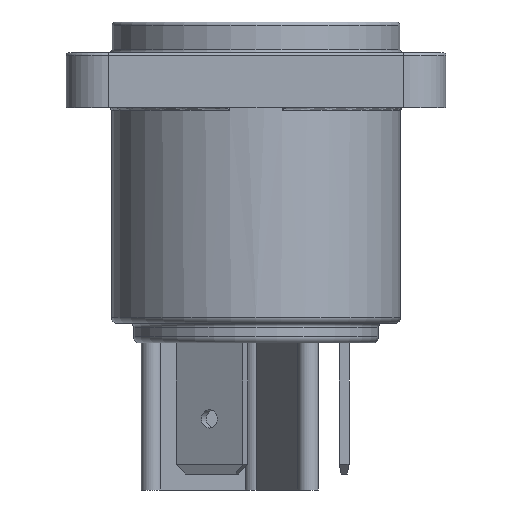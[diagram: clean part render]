
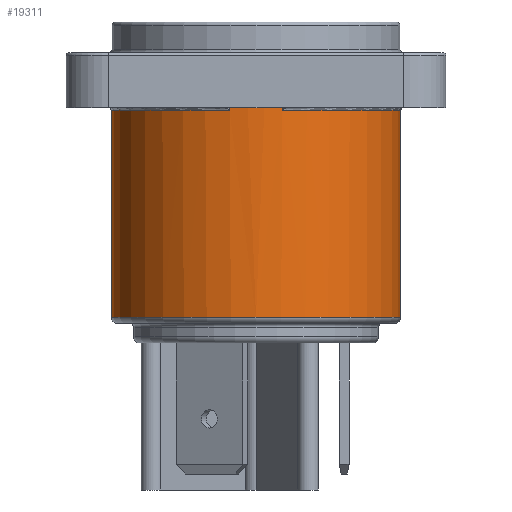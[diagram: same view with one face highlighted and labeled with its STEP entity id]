
A CAD part, left-side view. The second image highlights one B-rep face of the part: STEP entity #19311.
In plain terms, the highlighted cylindrical face has radius 11.8 mm (diameter 23.6 mm), a full revolution.
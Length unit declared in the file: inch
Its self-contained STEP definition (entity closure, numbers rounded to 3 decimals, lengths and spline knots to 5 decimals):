
#1014=CYLINDRICAL_SURFACE('',#20775,0.46457);
#1586=CIRCLE('',#20720,0.46457);
#1587=CIRCLE('',#20721,0.46457);
#1590=CIRCLE('',#20724,0.46457);
#1614=CIRCLE('',#20773,0.46457);
#1616=CIRCLE('',#20776,0.46457);
#1617=CIRCLE('',#20777,0.46457);
#2544=FACE_OUTER_BOUND('',#3680,.T.);
#3680=EDGE_LOOP('',(#16449,#16450,#16451,#16452,#16453,#16454,#16455,#16456,
#16457,#16458,#16459,#16460));
#5197=LINE('',#34923,#6916);
#5200=LINE('',#34934,#6919);
#5217=LINE('',#35023,#6936);
#5218=LINE('',#35026,#6937);
#5219=LINE('',#35029,#6938);
#6916=VECTOR('',#24644,0.3937);
#6919=VECTOR('',#24659,0.3937);
#6936=VECTOR('',#24740,0.46457);
#6937=VECTOR('',#24743,0.3937);
#6938=VECTOR('',#24746,0.3937);
#8810=VERTEX_POINT('',#34852);
#8811=VERTEX_POINT('',#34854);
#8812=VERTEX_POINT('',#34856);
#8817=VERTEX_POINT('',#34867);
#8818=VERTEX_POINT('',#34869);
#8830=VERTEX_POINT('',#34910);
#8832=VERTEX_POINT('',#34933);
#8860=VERTEX_POINT('',#35019);
#8861=VERTEX_POINT('',#35025);
#8862=VERTEX_POINT('',#35027);
#11387=EDGE_CURVE('',#8810,#8811,#1586,.T.);
#11388=EDGE_CURVE('',#8811,#8812,#1587,.T.);
#11395=EDGE_CURVE('',#8817,#8818,#1590,.T.);
#11416=EDGE_CURVE('',#8810,#8830,#5197,.T.);
#11420=EDGE_CURVE('',#8832,#8818,#5200,.T.);
#11456=EDGE_CURVE('',#8860,#8860,#1614,.T.);
#11458=EDGE_CURVE('',#8860,#8811,#5217,.T.);
#11459=EDGE_CURVE('',#8832,#8830,#1616,.T.);
#11460=EDGE_CURVE('',#8817,#8861,#5218,.T.);
#11461=EDGE_CURVE('',#8862,#8861,#1617,.T.);
#11462=EDGE_CURVE('',#8862,#8812,#5219,.T.);
#16449=ORIENTED_EDGE('',*,*,#11456,.F.);
#16450=ORIENTED_EDGE('',*,*,#11458,.T.);
#16451=ORIENTED_EDGE('',*,*,#11387,.F.);
#16452=ORIENTED_EDGE('',*,*,#11416,.T.);
#16453=ORIENTED_EDGE('',*,*,#11459,.F.);
#16454=ORIENTED_EDGE('',*,*,#11420,.T.);
#16455=ORIENTED_EDGE('',*,*,#11395,.F.);
#16456=ORIENTED_EDGE('',*,*,#11460,.T.);
#16457=ORIENTED_EDGE('',*,*,#11461,.F.);
#16458=ORIENTED_EDGE('',*,*,#11462,.T.);
#16459=ORIENTED_EDGE('',*,*,#11388,.F.);
#16460=ORIENTED_EDGE('',*,*,#11458,.F.);
#19311=ADVANCED_FACE('',(#2544),#1014,.T.);
#20720=AXIS2_PLACEMENT_3D('',#34855,#24589,#24590);
#20721=AXIS2_PLACEMENT_3D('',#34857,#24591,#24592);
#20724=AXIS2_PLACEMENT_3D('',#34870,#24601,#24602);
#20773=AXIS2_PLACEMENT_3D('',#35020,#24734,#24735);
#20775=AXIS2_PLACEMENT_3D('',#35022,#24738,#24739);
#20776=AXIS2_PLACEMENT_3D('',#35024,#24741,#24742);
#20777=AXIS2_PLACEMENT_3D('',#35028,#24744,#24745);
#24589=DIRECTION('center_axis',(0.,0.,
1.));
#24590=DIRECTION('ref_axis',(-1.,0.,0.));
#24591=DIRECTION('center_axis',(0.,0.,
1.));
#24592=DIRECTION('ref_axis',(-1.,0.,0.));
#24601=DIRECTION('center_axis',(0.,0.,
1.));
#24602=DIRECTION('ref_axis',(-1.,0.,0.));
#24644=DIRECTION('',(0.,0.,-1.));
#24659=DIRECTION('',(0.,0.,1.));
#24734=DIRECTION('center_axis',(0.,0.,
-1.));
#24735=DIRECTION('ref_axis',(-1.,0.,0.));
#24738=DIRECTION('center_axis',(0.,0.,
-1.));
#24739=DIRECTION('ref_axis',(-1.,0.,0.));
#24740=DIRECTION('',(0.,0.,1.));
#24741=DIRECTION('center_axis',(0.,0.,
1.));
#24742=DIRECTION('ref_axis',(0.,-1.,0.));
#24743=DIRECTION('',(0.,0.,-1.));
#24744=DIRECTION('center_axis',(0.,0.,
1.));
#24745=DIRECTION('ref_axis',(0.,1.,0.));
#24746=DIRECTION('',(0.,0.,1.));
#34852=CARTESIAN_POINT('',(-0.14173,-0.08517,-0.07087));
#34854=CARTESIAN_POINT('',(-0.13386,0.,-0.07087));
#34855=CARTESIAN_POINT('Origin',(-0.59843,0.,
-0.07087));
#34856=CARTESIAN_POINT('',(-0.14173,0.08517,-0.07087));
#34857=CARTESIAN_POINT('Origin',(-0.59843,0.,
-0.07087));
#34867=CARTESIAN_POINT('',(-1.05512,0.08517,-0.07087));
#34869=CARTESIAN_POINT('',(-1.05512,-0.08517,-0.07087));
#34870=CARTESIAN_POINT('Origin',(-0.59843,0.,
-0.07087));
#34910=CARTESIAN_POINT('',(-0.14173,-0.08517,-0.12598));
#34923=CARTESIAN_POINT('',(-0.14173,-0.08517,-0.07087));
#34933=CARTESIAN_POINT('',(-1.05512,-0.08517,-0.12598));
#34934=CARTESIAN_POINT('',(-1.05512,-0.08517,-0.07087));
#35019=CARTESIAN_POINT('',(-0.13386,0.,-0.79134));
#35020=CARTESIAN_POINT('Origin',(-0.59843,0.,
-0.79134));
#35022=CARTESIAN_POINT('Origin',(-0.59843,0.,
-0.07087));
#35023=CARTESIAN_POINT('',(-0.13386,0.,-0.07087));
#35024=CARTESIAN_POINT('Origin',(-0.59843,0.,
-0.12598));
#35025=CARTESIAN_POINT('',(-1.05512,0.08517,-0.12598));
#35026=CARTESIAN_POINT('',(-1.05512,0.08517,-0.07087));
#35027=CARTESIAN_POINT('',(-0.14173,0.08517,-0.12598));
#35028=CARTESIAN_POINT('Origin',(-0.59843,0.,
-0.12598));
#35029=CARTESIAN_POINT('',(-0.14173,0.08517,-0.07087));
